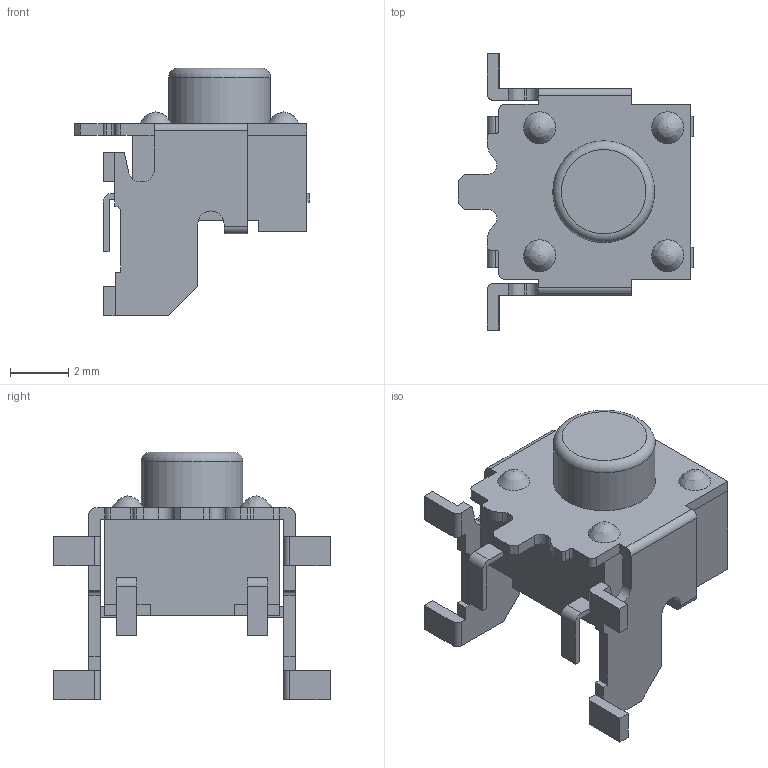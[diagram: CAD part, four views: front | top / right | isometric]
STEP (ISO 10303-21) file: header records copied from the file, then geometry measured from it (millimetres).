
FILE_DESCRIPTION(/* description */ (''),/* implementation_level */ '2;1');
FILE_NAME(/* name */ 'TL3336AFxxxQ.stp',/* time_stamp */ '2021-04-07T14:15:14-05:00',/* author */ ('mroman'),/* organization */ (''),/* preprocessor_version */ 'ST-DEVELOPER v18',/* originating_system */ 'Autodesk Inventor 2020',/* authorisation */ '');
FILE_SCHEMA (('AUTOMOTIVE_DESIGN { 1 0 10303 214 3 1 1 }'));
Length unit declared in the file: millimetre
Products named in the file (1): TL3336AFxxxQ
Bounding box: 8.1 x 9.5 x 8.5 mm (x, y, z)
Volume: 125.4 mm3; surface area: 462.9 mm2
Topology: 2 solids, 2 shells, 242 faces, 675 edges, 444 vertices
Faces by surface type: plane 166, cylinder 64, torus 5, bspline 4, sphere 2, cone 1
Full cylindrical faces by diameter (mm): 3.5 x2
Entity records: 8032 total; most frequent: CARTESIAN_POINT 1716, ORIENTED_EDGE 1342, DIRECTION 1258, EDGE_CURVE 671, LINE 510, VECTOR 510, VERTEX_POINT 444, AXIS2_PLACEMENT_3D 374
